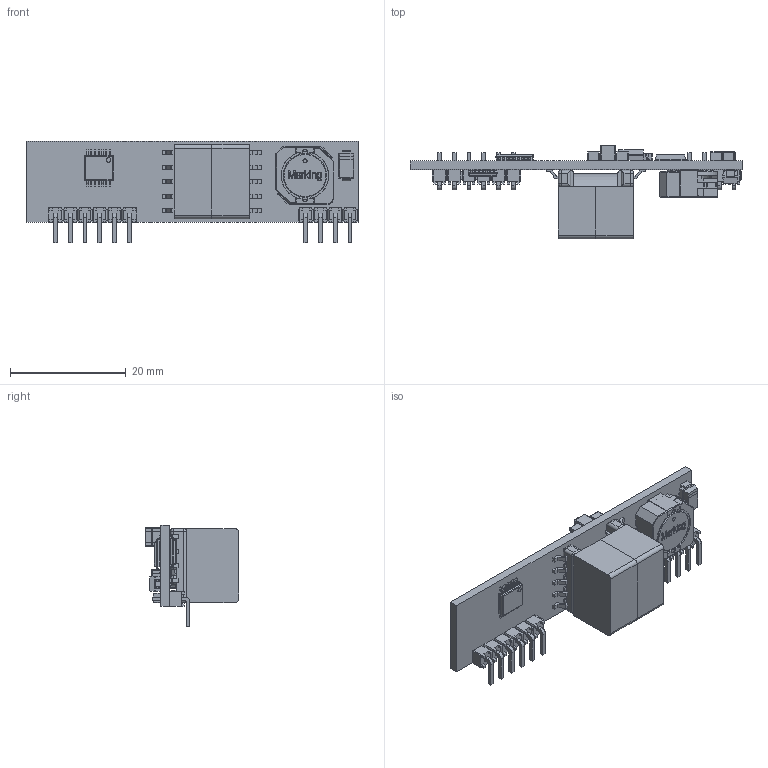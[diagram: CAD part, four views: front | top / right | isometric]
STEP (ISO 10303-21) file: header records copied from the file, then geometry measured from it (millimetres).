
FILE_DESCRIPTION(('FreeCAD Model'),'2;1');
FILE_NAME('Open CASCADE Shape Model','2023-02-13T12:46:25',(''),(''), 'Open CASCADE STEP processor 7.6','FreeCAD','Unknown');
FILE_SCHEMA(('AUTOMOTIVE_DESIGN { 1 0 10303 214 1 1 1 1 }'));
Length unit declared in the file: millimetre
Products named in the file (94): AG5424; 6 Way Connector; Cut002001; Cut002002006001; Cut002002002001; Cut002002003001; Cut002002004001; Cut002002005001; Cut002002006002; 4 Way Connector; Cut002002001; Cut002002006005001; Cut002002006005002; Cut002002006003001; Cut002002006004001; PCB; EP13-2381-0899; 070-2381_6P; EP13-2381; 150-0899_6D; 150-0899_6D001; 7447714xx; shielding ring; core; base; base001; glue; AD74AB66-7A37-4F10-BC0E-3733FB91EFA1; PW0014A_ASM; BODY-TSSOP; LEAD-TSSOP; LEAD-TSSOP001; LEAD-TSSOP002; LEAD-TSSOP003; LEAD-TSSOP004; LEAD-TSSOP005; LEAD-TSSOP006; LEAD-TSSOP007; LEAD-TSSOP008; LEAD-TSSOP009 ...
Assembly tree (93 placements, depth 3):
  AG5424
    6 Way Connector
      Cut002001
      Cut002002006001
      Cut002002002001
      Cut002002003001
      Cut002002004001
      Cut002002005001
      Cut002002006002
    4 Way Connector
      Cut002002001
      Cut002002006005001
      Cut002002006005002
      Cut002002006003001
      Cut002002006004001
    PCB
    EP13-2381-0899
      070-2381_6P
      EP13-2381
      150-0899_6D
      150-0899_6D001
    7447714xx
      shielding ring
      core
      base
      base001
      glue
    AD74AB66-7A37-4F10-BC0E-3733FB91EFA1
    PW0014A_ASM
      BODY-TSSOP
      LEAD-TSSOP
      LEAD-TSSOP001
      LEAD-TSSOP002
      LEAD-TSSOP003
      LEAD-TSSOP004
      LEAD-TSSOP005
      LEAD-TSSOP006
      LEAD-TSSOP007
      LEAD-TSSOP008
      LEAD-TSSOP009
      LEAD-TSSOP010
      LEAD-TSSOP011
      LEAD-TSSOP012
      LEAD-TSSOP013
    PW0020A_ASM
      BODY-TSSOP001
      LEAD-TSSOP014
      LEAD-TSSOP015
      LEAD-TSSOP016
      LEAD-TSSOP017
      LEAD-TSSOP018
      LEAD-TSSOP019
      LEAD-TSSOP020
      LEAD-TSSOP021
      LEAD-TSSOP022
      LEAD-TSSOP023
      LEAD-TSSOP024
      LEAD-TSSOP025
      LEAD-TSSOP026
      LEAD-TSSOP027
Bounding box: 57.3 x 16.16 x 17.5 mm (x, y, z)
Volume: 3571.9 mm3; surface area: 6354.3 mm2
Topology: 80 solids, 80 shells, 2110 faces, 5354 edges, 3337 vertices
Faces by surface type: plane 1458, cylinder 534, sphere 102, bspline 12, cone 4
Full cylindrical faces by diameter (mm): 0.7 x1, 4.8 x1, 7.5 x2, 8.2 x2, 9.7 x1
Entity records: 66817 total; most frequent: CARTESIAN_POINT 11812, ORIENTED_EDGE 10536, DIRECTION 10455, EDGE_CURVE 5268, LINE 4007, VECTOR 4007, VERTEX_POINT 3337, AXIS2_PLACEMENT_3D 3224
